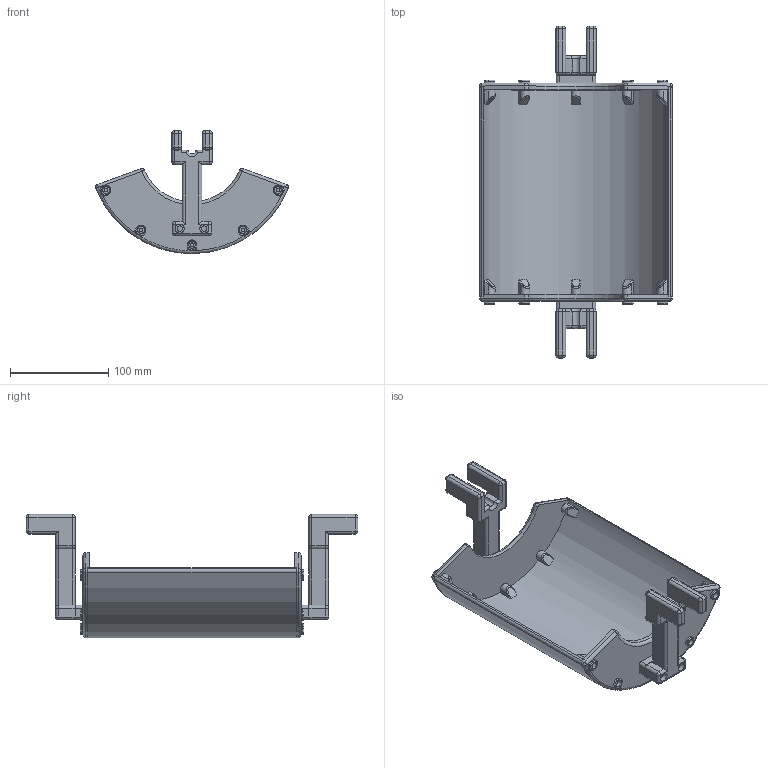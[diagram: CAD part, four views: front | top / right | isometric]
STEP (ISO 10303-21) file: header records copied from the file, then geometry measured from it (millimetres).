
FILE_DESCRIPTION(/* description */ ('','CAx-IF Rec.Pracs.---Representation and Presentation of Product Manufacturing Information (PMI)---4.0---2014-10-13'),/* implementation_level */ '2;1');
FILE_NAME(/* name */ 'spool_hat.step',/* time_stamp */ '2025-01-22T09:35:56+01:00',/* author */ (''),/* organization */ (''),/* preprocessor_version */ 'ST-DEVELOPER v20',/* originating_system */ 'Autodesk Translation Framework v13.20.0.188',/* authorisation */ '');
FILE_SCHEMA (('AP242_MANAGED_MODEL_BASED_3D_ENGINEERING_MIM_LF { 1 0 10303 442 1 1 4 }'));
Length unit declared in the file: millimetre
Products named in the file (6): spool_hat; SpoolHatArm; SpoolHatSide2; SpoolHatSide; SpoolHatArm2; SpoolHatTopV2
Assembly tree (5 placements, depth 2):
  spool_hat
    SpoolHatArm
    SpoolHatSide2
    SpoolHatSide
    SpoolHatArm2
    SpoolHatTopV2
Bounding box: 196.46 x 338 x 125.5 mm (x, y, z)
Volume: 545501.6 mm3; surface area: 196957.9 mm2
Topology: 5 solids, 5 shells, 560 faces, 1260 edges, 746 vertices
Faces by surface type: cylinder 238, plane 196, sphere 68, bspline 30, torus 28
Full cylindrical faces by diameter (mm): 3.8 x20, 5.5 x8, 7 x10, 9.2 x4
Entity records: 16631 total; most frequent: CARTESIAN_POINT 3744, DIRECTION 2826, ORIENTED_EDGE 2520, EDGE_CURVE 1260, AXIS2_PLACEMENT_3D 1106, VERTEX_POINT 746, EDGE_LOOP 624, LINE 614
